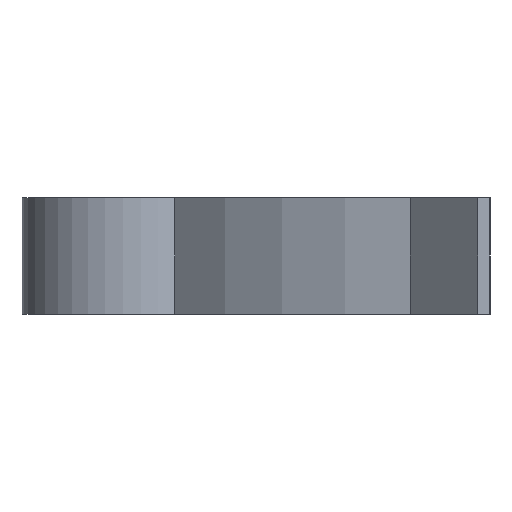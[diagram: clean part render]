
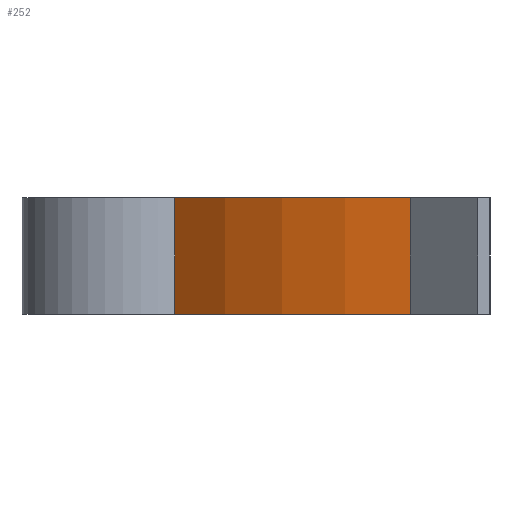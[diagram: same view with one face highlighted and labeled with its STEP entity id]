
A CAD part, left-side view. The second image highlights one B-rep face of the part: STEP entity #252.
In plain terms, the highlighted cylindrical face has radius 26.408 mm (diameter 52.817 mm), a partial arc.
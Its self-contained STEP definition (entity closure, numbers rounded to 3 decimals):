
#15=CIRCLE('',#290,26.408);
#16=CIRCLE('',#291,26.408);
#27=CYLINDRICAL_SURFACE('',#289,26.408);
#36=FACE_OUTER_BOUND('',#50,.T.);
#50=EDGE_LOOP('',(#181,#182,#183,#184));
#70=LINE('',#411,#94);
#71=LINE('',#417,#95);
#94=VECTOR('',#329,10.);
#95=VECTOR('',#336,10.);
#115=VERTEX_POINT('',#407);
#116=VERTEX_POINT('',#409);
#117=VERTEX_POINT('',#413);
#118=VERTEX_POINT('',#415);
#142=EDGE_CURVE('',#115,#116,#70,.T.);
#143=EDGE_CURVE('',#117,#115,#15,.T.);
#144=EDGE_CURVE('',#118,#116,#16,.T.);
#145=EDGE_CURVE('',#117,#118,#71,.T.);
#181=ORIENTED_EDGE('',*,*,#143,.T.);
#182=ORIENTED_EDGE('',*,*,#142,.T.);
#183=ORIENTED_EDGE('',*,*,#144,.F.);
#184=ORIENTED_EDGE('',*,*,#145,.F.);
#252=ADVANCED_FACE('',(#36),#27,.T.);
#289=AXIS2_PLACEMENT_3D('',#412,#330,#331);
#290=AXIS2_PLACEMENT_3D('',#414,#332,#333);
#291=AXIS2_PLACEMENT_3D('',#416,#334,#335);
#329=DIRECTION('',(0.,0.,1.));
#330=DIRECTION('center_axis',(0.,0.,1.));
#331=DIRECTION('ref_axis',(-0.459,0.888,0.));
#332=DIRECTION('center_axis',(0.,0.,1.));
#333=DIRECTION('ref_axis',(-0.459,0.888,0.));
#334=DIRECTION('center_axis',(0.,0.,1.));
#335=DIRECTION('ref_axis',(-0.459,0.888,0.));
#336=DIRECTION('',(0.,0.,1.));
#407=CARTESIAN_POINT('',(-14.155,0.542,0.));
#409=CARTESIAN_POINT('',(-14.155,0.542,8.));
#411=CARTESIAN_POINT('',(-14.155,0.542,0.));
#412=CARTESIAN_POINT('Origin',(12.12,-2.103,0.));
#413=CARTESIAN_POINT('',(-6.407,16.715,0.));
#414=CARTESIAN_POINT('Origin',(12.12,-2.103,0.));
#415=CARTESIAN_POINT('',(-6.407,16.715,8.));
#416=CARTESIAN_POINT('Origin',(12.12,-2.103,8.));
#417=CARTESIAN_POINT('',(-6.407,16.715,0.));
